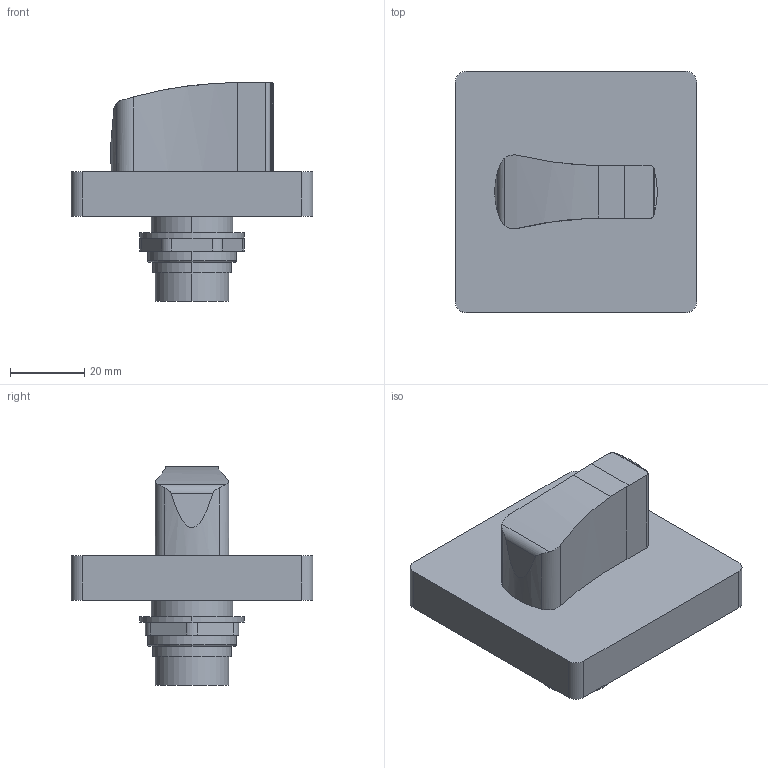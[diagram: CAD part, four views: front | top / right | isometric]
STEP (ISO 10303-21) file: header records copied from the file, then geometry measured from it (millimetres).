
FILE_DESCRIPTION((''),'2;1');
FILE_NAME('3d_GAX64B.stp','2012-10-03T10:59:32',(''),(''),'Mechanical Desktop 2011','Mechanical Desktop 2011',', , ');
FILE_SCHEMA(('CONFIG_CONTROL_DESIGN'));
Length unit declared in the file: millimetre
Products named in the file (1): Product
Bounding box: 65 x 65 x 58.95 mm (x, y, z)
Volume: 76697.5 mm3; surface area: 19449.2 mm2
Topology: 4 solids, 4 shells, 72 faces, 240 edges, 241 vertices
Faces by surface type: cylinder 37, plane 33, torus 2
Entity records: 2769 total; most frequent: CARTESIAN_POINT 647, DIRECTION 479, ORIENTED_EDGE 352, AXIS2_PLACEMENT_3D 183, EDGE_CURVE 176, VERTEX_POINT 115, VECTOR 113, LINE 113
